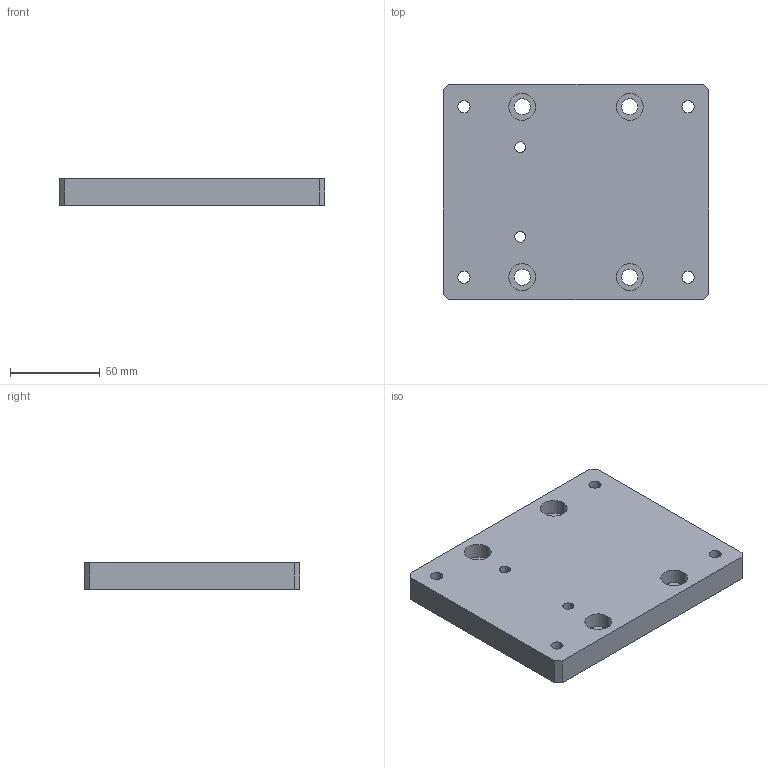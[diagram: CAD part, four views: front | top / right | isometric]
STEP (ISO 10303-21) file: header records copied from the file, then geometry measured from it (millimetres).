
FILE_DESCRIPTION (( 'STEP AP203' ), '1' );
FILE_NAME ('C22-0002.STEP', '2022-05-24T06:23:08', ( '' ), ( '' ), 'SwSTEP 2.0', 'SolidWorks 2020', '' );
FILE_SCHEMA (( 'CONFIG_CONTROL_DESIGN' ));
Length unit declared in the file: millimetre
Products named in the file (1): C22-0002
Bounding box: 148 x 120 x 15 mm (x, y, z)
Volume: 255395.2 mm3; surface area: 46698.1 mm2
Topology: 1 solids, 1 shells, 42 faces, 108 edges, 72 vertices
Faces by surface type: cylinder 28, plane 14
Entity records: 1425 total; most frequent: DIRECTION 250, CARTESIAN_POINT 223, ORIENTED_EDGE 216, EDGE_CURVE 108, AXIS2_PLACEMENT_3D 99, VERTEX_POINT 72, EDGE_LOOP 66, CIRCLE 56
